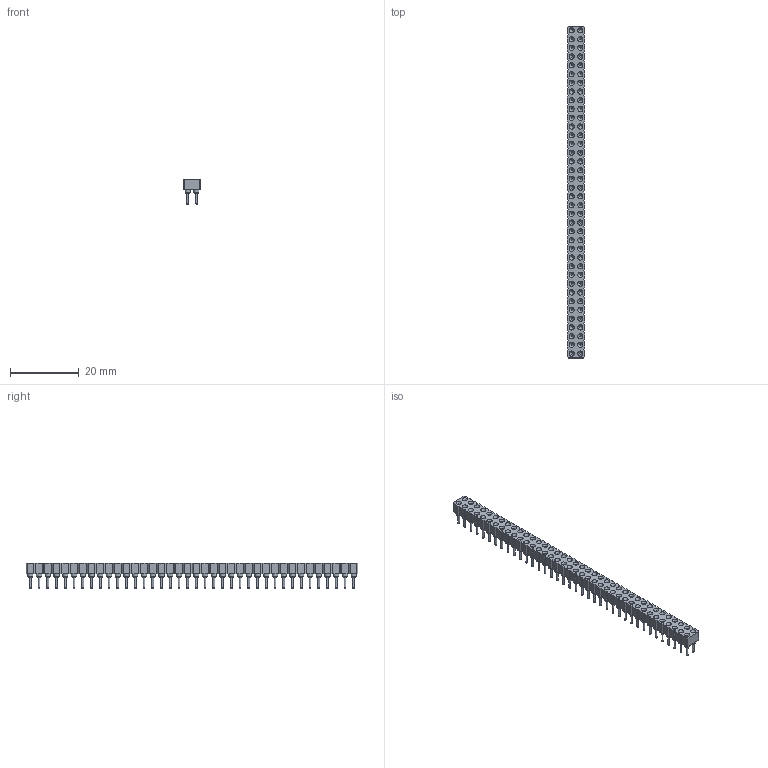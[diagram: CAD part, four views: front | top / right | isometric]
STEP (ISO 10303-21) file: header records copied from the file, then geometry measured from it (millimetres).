
FILE_DESCRIPTION(/* description */ ('model of MachinePinSocket_2x38_P2.54mm'),/* implementation_level */ '2;1');
FILE_NAME(/* name */ 'MachinePinSocket_2x38_P2.54mm.step',/* time_stamp */ '1970-01-01T00:00:00',/* author */ ('KiCAD','kicad'),/* organization */ ('OCCT'),/* preprocessor_version */ '',/* originating_system */ 'KiCAD',/* authorisation */ '');
FILE_SCHEMA(('AUTOMOTIVE_DESIGN { 1 0 10303 214 1 1 1 1 }'));
Length unit declared in the file: millimetre
Products named in the file (1): MachinePinSocket_2x38_P2.54mm
Bounding box: 5.08 x 96.52 x 7.43 mm (x, y, z)
Volume: 1560.4 mm3; surface area: 2889.4 mm2
Topology: 1 solids, 1 shells, 840 faces, 1906 edges, 1220 vertices
Faces by surface type: plane 384, cylinder 228, cone 152, sphere 76
Full cylindrical faces by diameter (mm): 0.51 x152, 1.524 x76
Entity records: 15750 total; most frequent: ORIENTED_EDGE 3278, CARTESIAN_POINT 1856, EDGE_CURVE 1830, VERTEX_POINT 1220, AXIS2_PLACEMENT_3D 1094, LINE 1070, FACE_BOUND 1068, EDGE_LOOP 1068
